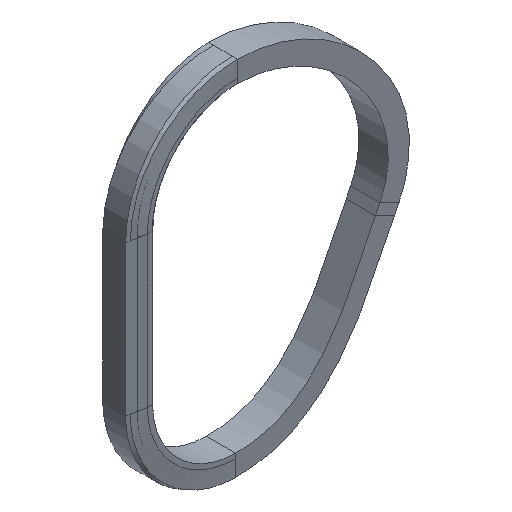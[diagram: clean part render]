
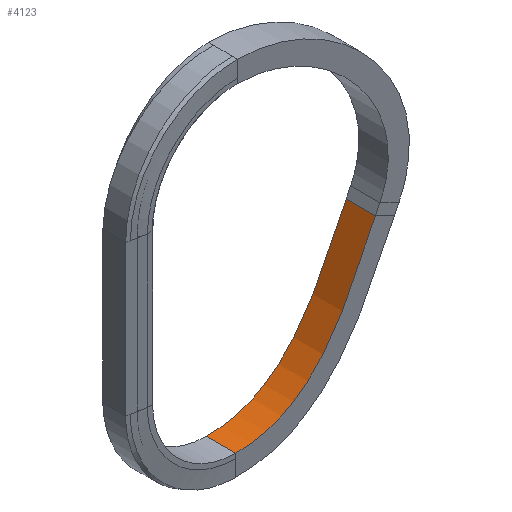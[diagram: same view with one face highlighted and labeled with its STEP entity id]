
A CAD part, isometric view. The second image highlights one B-rep face of the part: STEP entity #4123.
In plain terms, the highlighted free-form (B-spline) face has degree [1, 3] with [2, 4] control points.
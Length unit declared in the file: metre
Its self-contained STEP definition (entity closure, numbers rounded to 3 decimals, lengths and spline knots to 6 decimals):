
#2382 = PLANE('',#2383);
#2383 = AXIS2_PLACEMENT_3D('',#2384,#2385,#2386);
#2384 = CARTESIAN_POINT('',(15.544116,-0.7215,-1.334709));
#2385 = DIRECTION('',(-0.901,0.,0.433));
#2386 = DIRECTION('',(0.,1.,0.));
#2505 = B_SPLINE_SURFACE_WITH_KNOTS('',1,3,(
    (#2506,#2507,#2508,#2509)
    ,(#2510,#2511,#2512,#2513
    )),.UNSPECIFIED.,.F.,.F.,.F.,(2,2),(4,4),(7.,8.),(0.,1.),
  .PIECEWISE_BEZIER_KNOTS.);
#2506 = CARTESIAN_POINT('',(8.440431,0.7215,-8.47009));
#2507 = CARTESIAN_POINT('',(6.230565,0.7215,-8.47009));
#2508 = CARTESIAN_POINT('',(4.351,0.7215,-6.522572));
#2509 = CARTESIAN_POINT('',(4.351,0.7215,-4.344111));
#2510 = CARTESIAN_POINT('',(8.440431,-0.7215,-8.47009));
#2511 = CARTESIAN_POINT('',(6.230565,-0.7215,-8.47009));
#2512 = CARTESIAN_POINT('',(4.351,-0.7215,-6.522572));
#2513 = CARTESIAN_POINT('',(4.351,-0.7215,-4.344111));
#2613 = VERTEX_POINT('',#2614);
#2614 = CARTESIAN_POINT('',(8.440431,0.7215,-8.47009));
#2626 = PLANE('',#2627);
#2627 = AXIS2_PLACEMENT_3D('',#2628,#2629,#2630);
#2628 = CARTESIAN_POINT('',(12.786852,0.7215,-6.329543));
#2629 = DIRECTION('',(0.,1.,0.));
#2630 = DIRECTION('',(0.725,0.,
    -0.689));
#3162 = VERTEX_POINT('',#3163);
#3163 = CARTESIAN_POINT('',(15.323378,-0.7215,-1.793987));
#3186 = VERTEX_POINT('',#3187);
#3187 = CARTESIAN_POINT('',(15.323378,0.7215,-1.793987));
#3208 = EDGE_CURVE('',#3162,#3186,#3209,.T.);
#3209 = SURFACE_CURVE('',#3210,(#3214,#3221),.PCURVE_S1.);
#3210 = LINE('',#3211,#3212);
#3211 = CARTESIAN_POINT('',(15.323378,-0.7215,-1.793987));
#3212 = VECTOR('',#3213,1.);
#3213 = DIRECTION('',(0.,1.,0.));
#3214 = PCURVE('',#2382,#3215);
#3215 = DEFINITIONAL_REPRESENTATION('',(#3216),#3220);
#3216 = LINE('',#3217,#3218);
#3217 = CARTESIAN_POINT('',(0.,0.51));
#3218 = VECTOR('',#3219,1.);
#3219 = DIRECTION('',(1.,0.));
#3220 = ( GEOMETRIC_REPRESENTATION_CONTEXT(2) 
PARAMETRIC_REPRESENTATION_CONTEXT() REPRESENTATION_CONTEXT('2D SPACE',''
  ) );
#3221 = PCURVE('',#3222,#3231);
#3222 = B_SPLINE_SURFACE_WITH_KNOTS('',1,3,(
    (#3223,#3224,#3225,#3226)
    ,(#3227,#3228,#3229,#3230
    )),.UNSPECIFIED.,.F.,.F.,.F.,(2,2),(4,4),(0.,1.443),(0.,1.
    ),.PIECEWISE_BEZIER_KNOTS.);
#3223 = CARTESIAN_POINT('',(15.323378,-0.7215,-1.793987));
#3224 = CARTESIAN_POINT('',(13.698641,-0.7215,-5.174481));
#3225 = CARTESIAN_POINT('',(12.333402,-0.7215,-8.47009));
#3226 = CARTESIAN_POINT('',(8.440431,-0.7215,-8.47009));
#3227 = CARTESIAN_POINT('',(15.323378,0.7215,-1.793987));
#3228 = CARTESIAN_POINT('',(13.698641,0.7215,-5.174481));
#3229 = CARTESIAN_POINT('',(12.333402,0.7215,-8.47009));
#3230 = CARTESIAN_POINT('',(8.440431,0.7215,-8.47009));
#3231 = DEFINITIONAL_REPRESENTATION('',(#3232),#3235);
#3232 = B_SPLINE_CURVE_WITH_KNOTS('',1,(#3233,#3234),.UNSPECIFIED.,.F.,
  .F.,(2,2),(0.,1.443),.PIECEWISE_BEZIER_KNOTS.);
#3233 = CARTESIAN_POINT('',(0.,0.));
#3234 = CARTESIAN_POINT('',(1.443,0.));
#3235 = ( GEOMETRIC_REPRESENTATION_CONTEXT(2) 
PARAMETRIC_REPRESENTATION_CONTEXT() REPRESENTATION_CONTEXT('2D SPACE',''
  ) );
#3372 = EDGE_CURVE('',#2613,#3373,#3375,.T.);
#3373 = VERTEX_POINT('',#3374);
#3374 = CARTESIAN_POINT('',(8.440431,-0.7215,-8.47009));
#3375 = SURFACE_CURVE('',#3376,(#3379,#3386),.PCURVE_S1.);
#3376 = B_SPLINE_CURVE_WITH_KNOTS('',1,(#3377,#3378),.UNSPECIFIED.,.F.,
  .F.,(2,2),(7.,8.),.PIECEWISE_BEZIER_KNOTS.);
#3377 = CARTESIAN_POINT('',(8.440431,0.7215,-8.47009));
#3378 = CARTESIAN_POINT('',(8.440431,-0.7215,-8.47009));
#3379 = PCURVE('',#2505,#3380);
#3380 = DEFINITIONAL_REPRESENTATION('',(#3381),#3385);
#3381 = LINE('',#3382,#3383);
#3382 = CARTESIAN_POINT('',(0.,0.));
#3383 = VECTOR('',#3384,1.);
#3384 = DIRECTION('',(1.,0.));
#3385 = ( GEOMETRIC_REPRESENTATION_CONTEXT(2) 
PARAMETRIC_REPRESENTATION_CONTEXT() REPRESENTATION_CONTEXT('2D SPACE',''
  ) );
#3386 = PCURVE('',#3222,#3387);
#3387 = DEFINITIONAL_REPRESENTATION('',(#3388),#3391);
#3388 = B_SPLINE_CURVE_WITH_KNOTS('',1,(#3389,#3390),.UNSPECIFIED.,.F.,
  .F.,(2,2),(7.,8.),.PIECEWISE_BEZIER_KNOTS.);
#3389 = CARTESIAN_POINT('',(1.443,1.));
#3390 = CARTESIAN_POINT('',(0.,1.));
#3391 = ( GEOMETRIC_REPRESENTATION_CONTEXT(2) 
PARAMETRIC_REPRESENTATION_CONTEXT() REPRESENTATION_CONTEXT('2D SPACE',''
  ) );
#3494 = EDGE_CURVE('',#3186,#2613,#3495,.T.);
#3495 = SURFACE_CURVE('',#3496,(#3509,#3525),.PCURVE_S1.);
#3496 = B_SPLINE_CURVE_WITH_KNOTS('',11,(#3497,#3498,#3499,#3500,#3501,
    #3502,#3503,#3504,#3505,#3506,#3507,#3508),.UNSPECIFIED.,.F.,.F.,(12
    ,12),(0.,1.),.PIECEWISE_BEZIER_KNOTS.);
#3497 = CARTESIAN_POINT('',(15.323378,0.7215,-1.793987));
#3498 = CARTESIAN_POINT('',(14.880268,0.7215,-2.71594));
#3499 = CARTESIAN_POINT('',(14.451312,0.7215,-3.633263));
#3500 = CARTESIAN_POINT('',(14.019618,0.7215,-4.526497));
#3501 = CARTESIAN_POINT('',(13.568295,0.7215,-5.376182));
#3502 = CARTESIAN_POINT('',(13.080449,0.7215,-6.162861));
#3503 = CARTESIAN_POINT('',(12.539188,0.7215,-6.867075));
#3504 = CARTESIAN_POINT('',(11.92762,0.7215,-7.469363));
#3505 = CARTESIAN_POINT('',(11.228852,0.7215,-7.950268));
#3506 = CARTESIAN_POINT('',(10.425993,0.7215,-8.29033));
#3507 = CARTESIAN_POINT('',(9.50215,0.7215,-8.47009));
#3508 = CARTESIAN_POINT('',(8.440431,0.7215,-8.47009));
#3509 = PCURVE('',#2626,#3510);
#3510 = DEFINITIONAL_REPRESENTATION('',(#3511),#3524);
#3511 = B_SPLINE_CURVE_WITH_KNOTS('',11,(#3512,#3513,#3514,#3515,#3516,
    #3517,#3518,#3519,#3520,#3521,#3522,#3523),.UNSPECIFIED.,.F.,.F.,(12
    ,12),(0.,1.),.PIECEWISE_BEZIER_KNOTS.);
#3512 = CARTESIAN_POINT('',(-1.284,-5.035));
#3513 = CARTESIAN_POINT('',(-0.971,-4.062));
#3514 = CARTESIAN_POINT('',(-0.65,-3.101));
#3515 = CARTESIAN_POINT('',(-0.348,-2.156));
#3516 = CARTESIAN_POINT('',(-0.09,-1.229));
#3517 = CARTESIAN_POINT('',(0.098,-0.323));
#3518 = CARTESIAN_POINT('',(0.191,0.56));
#3519 = CARTESIAN_POINT('',(0.162,1.418));
#3520 = CARTESIAN_POINT('',(-0.013,2.248));
#3521 = CARTESIAN_POINT('',(-0.361,3.048));
#3522 = CARTESIAN_POINT('',(-0.907,3.814));
#3523 = CARTESIAN_POINT('',(-1.677,4.545));
#3524 = ( GEOMETRIC_REPRESENTATION_CONTEXT(2) 
PARAMETRIC_REPRESENTATION_CONTEXT() REPRESENTATION_CONTEXT('2D SPACE',''
  ) );
#3525 = PCURVE('',#3222,#3526);
#3526 = DEFINITIONAL_REPRESENTATION('',(#3527),#3530);
#3527 = B_SPLINE_CURVE_WITH_KNOTS('',1,(#3528,#3529),.UNSPECIFIED.,.F.,
  .F.,(2,2),(0.,1.),.PIECEWISE_BEZIER_KNOTS.);
#3528 = CARTESIAN_POINT('',(1.443,0.));
#3529 = CARTESIAN_POINT('',(1.443,1.));
#3530 = ( GEOMETRIC_REPRESENTATION_CONTEXT(2) 
PARAMETRIC_REPRESENTATION_CONTEXT() REPRESENTATION_CONTEXT('2D SPACE',''
  ) );
#4112 = PLANE('',#4113);
#4113 = AXIS2_PLACEMENT_3D('',#4114,#4115,#4116);
#4114 = CARTESIAN_POINT('',(12.786852,-0.7215,-6.329543));
#4115 = DIRECTION('',(0.,-1.,0.));
#4116 = DIRECTION('',(-0.725,0.,
    0.689));
#4123 = ADVANCED_FACE('',(#4124),#3222,.T.);
#4124 = FACE_BOUND('',#4125,.T.);
#4125 = EDGE_LOOP('',(#4126,#4164,#4165,#4166));
#4126 = ORIENTED_EDGE('',*,*,#4127,.F.);
#4127 = EDGE_CURVE('',#3162,#3373,#4128,.T.);
#4128 = SURFACE_CURVE('',#4129,(#4142,#4148),.PCURVE_S1.);
#4129 = B_SPLINE_CURVE_WITH_KNOTS('',11,(#4130,#4131,#4132,#4133,#4134,
    #4135,#4136,#4137,#4138,#4139,#4140,#4141),.UNSPECIFIED.,.F.,.F.,(12
    ,12),(0.,1.),.PIECEWISE_BEZIER_KNOTS.);
#4130 = CARTESIAN_POINT('',(15.323378,-0.7215,-1.793987));
#4131 = CARTESIAN_POINT('',(14.880268,-0.7215,-2.71594));
#4132 = CARTESIAN_POINT('',(14.451312,-0.7215,-3.633263));
#4133 = CARTESIAN_POINT('',(14.019618,-0.7215,-4.526497));
#4134 = CARTESIAN_POINT('',(13.568295,-0.7215,-5.376182));
#4135 = CARTESIAN_POINT('',(13.080449,-0.7215,-6.162861));
#4136 = CARTESIAN_POINT('',(12.539188,-0.7215,-6.867075));
#4137 = CARTESIAN_POINT('',(11.92762,-0.7215,-7.469363));
#4138 = CARTESIAN_POINT('',(11.228852,-0.7215,-7.950268));
#4139 = CARTESIAN_POINT('',(10.425993,-0.7215,-8.29033));
#4140 = CARTESIAN_POINT('',(9.50215,-0.7215,-8.47009));
#4141 = CARTESIAN_POINT('',(8.440431,-0.7215,-8.47009));
#4142 = PCURVE('',#3222,#4143);
#4143 = DEFINITIONAL_REPRESENTATION('',(#4144),#4147);
#4144 = B_SPLINE_CURVE_WITH_KNOTS('',1,(#4145,#4146),.UNSPECIFIED.,.F.,
  .F.,(2,2),(0.,1.),.PIECEWISE_BEZIER_KNOTS.);
#4145 = CARTESIAN_POINT('',(0.,0.));
#4146 = CARTESIAN_POINT('',(0.,1.));
#4147 = ( GEOMETRIC_REPRESENTATION_CONTEXT(2) 
PARAMETRIC_REPRESENTATION_CONTEXT() REPRESENTATION_CONTEXT('2D SPACE',''
  ) );
#4148 = PCURVE('',#4112,#4149);
#4149 = DEFINITIONAL_REPRESENTATION('',(#4150),#4163);
#4150 = B_SPLINE_CURVE_WITH_KNOTS('',11,(#4151,#4152,#4153,#4154,#4155,
    #4156,#4157,#4158,#4159,#4160,#4161,#4162),.UNSPECIFIED.,.F.,.F.,(12
    ,12),(0.,1.),.PIECEWISE_BEZIER_KNOTS.);
#4151 = CARTESIAN_POINT('',(1.284,-5.035));
#4152 = CARTESIAN_POINT('',(0.971,-4.062));
#4153 = CARTESIAN_POINT('',(0.65,-3.101));
#4154 = CARTESIAN_POINT('',(0.348,-2.156));
#4155 = CARTESIAN_POINT('',(0.09,-1.229));
#4156 = CARTESIAN_POINT('',(-0.098,-0.323));
#4157 = CARTESIAN_POINT('',(-0.191,0.56));
#4158 = CARTESIAN_POINT('',(-0.162,1.418));
#4159 = CARTESIAN_POINT('',(0.013,2.248));
#4160 = CARTESIAN_POINT('',(0.361,3.048));
#4161 = CARTESIAN_POINT('',(0.907,3.814));
#4162 = CARTESIAN_POINT('',(1.677,4.545));
#4163 = ( GEOMETRIC_REPRESENTATION_CONTEXT(2) 
PARAMETRIC_REPRESENTATION_CONTEXT() REPRESENTATION_CONTEXT('2D SPACE',''
  ) );
#4164 = ORIENTED_EDGE('',*,*,#3208,.T.);
#4165 = ORIENTED_EDGE('',*,*,#3494,.T.);
#4166 = ORIENTED_EDGE('',*,*,#3372,.T.);
